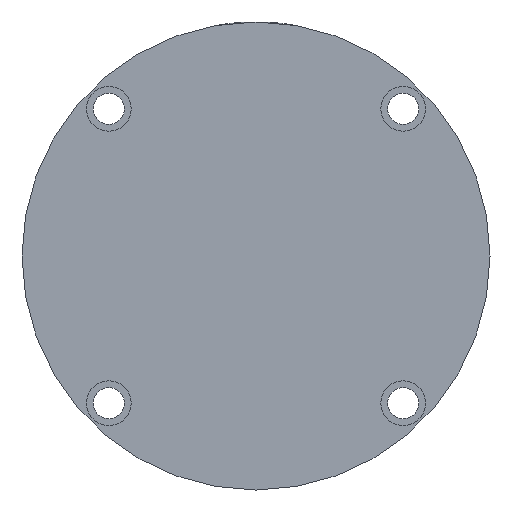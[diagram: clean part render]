
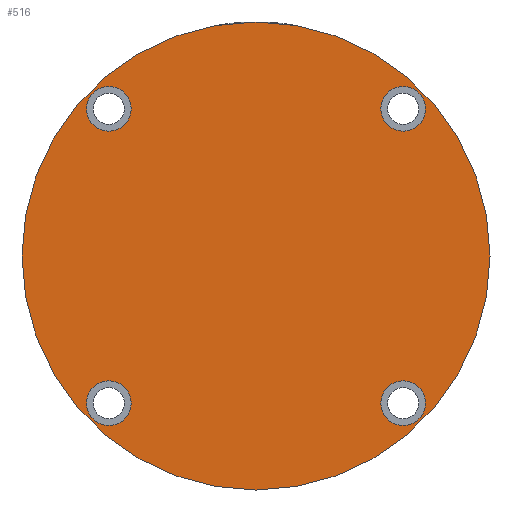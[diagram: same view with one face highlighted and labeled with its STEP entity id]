
A CAD part, left-side view. The second image highlights one B-rep face of the part: STEP entity #516.
In plain terms, the highlighted face is planar.
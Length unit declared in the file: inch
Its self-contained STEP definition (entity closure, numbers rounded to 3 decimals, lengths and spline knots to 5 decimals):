
#4 = DIRECTION ( 'NONE',  ( 0., -1., 0. ) ) ;
#8 = CIRCLE ( 'NONE', #451, 0.203 ) ;
#24 = FACE_OUTER_BOUND ( 'NONE', #3779, .T. ) ;
#27 = CARTESIAN_POINT ( 'NONE',  ( 1.33643, 0.69, 1.53943 ) ) ;
#69 = CIRCLE ( 'NONE', #2610, 0.203 ) ;
#105 = CIRCLE ( 'NONE', #1975, 2.125 ) ;
#136 = FACE_BOUND ( 'NONE', #1935, .T. ) ;
#192 = EDGE_CURVE ( 'NONE', #2738, #1535, #105, .T. ) ;
#216 = DIRECTION ( 'NONE',  ( 0., 1., 0. ) ) ;
#228 = AXIS2_PLACEMENT_3D ( 'NONE', #1791, #4214, #2139 ) ;
#230 = DIRECTION ( 'NONE',  ( 0., 0., 1. ) ) ;
#231 = CARTESIAN_POINT ( 'NONE',  ( 1.33643, 0.69, 1.33643 ) ) ;
#451 = AXIS2_PLACEMENT_3D ( 'NONE', #588, #3082, #983 ) ;
#484 = CIRCLE ( 'NONE', #228, 0.203 ) ;
#516 = ADVANCED_FACE ( 'PLANAR_0', ( #1997, #3012, #136, #1040, #24 ), #1139, .F. ) ;
#588 = CARTESIAN_POINT ( 'NONE',  ( -1.33643, 0.69, -1.33643 ) ) ;
#628 = AXIS2_PLACEMENT_3D ( 'NONE', #3928, #4, #2521 ) ;
#629 = DIRECTION ( 'NONE',  ( 0., 0., 1. ) ) ;
#706 = CARTESIAN_POINT ( 'NONE',  ( -1.33643, 0.69, 1.53943 ) ) ;
#760 = CARTESIAN_POINT ( 'NONE',  ( 0., 0.69, -2.125 ) ) ;
#775 = CARTESIAN_POINT ( 'NONE',  ( -1.33643, 0.69, 1.33643 ) ) ;
#859 = ORIENTED_EDGE ( 'NONE', *, *, #3967, .F. ) ;
#882 = ORIENTED_EDGE ( 'NONE', *, *, #3269, .F. ) ;
#898 = ORIENTED_EDGE ( 'NONE', *, *, #2873, .F. ) ;
#932 = ORIENTED_EDGE ( 'NONE', *, *, #1977, .F. ) ;
#938 = ORIENTED_EDGE ( 'NONE', *, *, #3211, .F. ) ;
#959 = ORIENTED_EDGE ( 'NONE', *, *, #1338, .F. ) ;
#970 = ORIENTED_EDGE ( 'NONE', *, *, #4153, .F. ) ;
#983 = DIRECTION ( 'NONE',  ( 0., 0., 1. ) ) ;
#990 = ORIENTED_EDGE ( 'NONE', *, *, #2453, .F. ) ;
#1021 = ORIENTED_EDGE ( 'NONE', *, *, #192, .T. ) ;
#1040 = FACE_BOUND ( 'NONE', #1879, .T. ) ;
#1053 = ORIENTED_EDGE ( 'NONE', *, *, #3273, .T. ) ;
#1065 = CIRCLE ( 'NONE', #1180, 0.203 ) ;
#1100 = CIRCLE ( 'NONE', #1235, 2.125 ) ;
#1139 = PLANE ( 'NONE',  #628 ) ;
#1170 = DIRECTION ( 'NONE',  ( 0., 0., 1. ) ) ;
#1180 = AXIS2_PLACEMENT_3D ( 'NONE', #231, #2747, #629 ) ;
#1235 = AXIS2_PLACEMENT_3D ( 'NONE', #2388, #216, #2729 ) ;
#1321 = CARTESIAN_POINT ( 'NONE',  ( 1.33643, 0.69, -1.53943 ) ) ;
#1338 = EDGE_CURVE ( 'NONE', #1396, #1972, #1065, .T. ) ;
#1396 = VERTEX_POINT ( 'NONE', #3547 ) ;
#1535 = VERTEX_POINT ( 'NONE', #760 ) ;
#1664 = DIRECTION ( 'NONE',  ( 0., 1., 0. ) ) ;
#1791 = CARTESIAN_POINT ( 'NONE',  ( -1.33643, 0.69, -1.33643 ) ) ;
#1792 = DIRECTION ( 'NONE',  ( 0., 1., 0. ) ) ;
#1838 = CARTESIAN_POINT ( 'NONE',  ( 1.33643, 0.69, -1.13343 ) ) ;
#1879 = EDGE_LOOP ( 'NONE', ( #970, #990 ) ) ;
#1935 = EDGE_LOOP ( 'NONE', ( #938, #959 ) ) ;
#1972 = VERTEX_POINT ( 'NONE', #27 ) ;
#1975 = AXIS2_PLACEMENT_3D ( 'NONE', #2448, #2130, #2806 ) ;
#1977 = EDGE_CURVE ( 'NONE', #3913, #4099, #2880, .T. ) ;
#1997 = FACE_BOUND ( 'NONE', #2074, .T. ) ;
#2032 = DIRECTION ( 'NONE',  ( 0., 0., 1. ) ) ;
#2074 = EDGE_LOOP ( 'NONE', ( #859, #882 ) ) ;
#2105 = CARTESIAN_POINT ( 'NONE',  ( -1.33643, 0.69, -1.13343 ) ) ;
#2130 = DIRECTION ( 'NONE',  ( 0., 1., 0. ) ) ;
#2139 = DIRECTION ( 'NONE',  ( 0., 0., 1. ) ) ;
#2388 = CARTESIAN_POINT ( 'NONE',  ( 0., 0.69, 0. ) ) ;
#2405 = DIRECTION ( 'NONE',  ( 0., 1., 0. ) ) ;
#2448 = CARTESIAN_POINT ( 'NONE',  ( 0., 0.69, 0. ) ) ;
#2450 = EDGE_LOOP ( 'NONE', ( #898, #932 ) ) ;
#2453 = EDGE_CURVE ( 'NONE', #3381, #4014, #69, .T. ) ;
#2521 = DIRECTION ( 'NONE',  ( 0., 0., -1. ) ) ;
#2610 = AXIS2_PLACEMENT_3D ( 'NONE', #3653, #2925, #2032 ) ;
#2729 = DIRECTION ( 'NONE',  ( 0., 0., 1. ) ) ;
#2732 = CIRCLE ( 'NONE', #3189, 0.203 ) ;
#2738 = VERTEX_POINT ( 'NONE', #3570 ) ;
#2747 = DIRECTION ( 'NONE',  ( 0., 1., 0. ) ) ;
#2806 = DIRECTION ( 'NONE',  ( 0., 0., 1. ) ) ;
#2854 = CIRCLE ( 'NONE', #3173, 0.203 ) ;
#2873 = EDGE_CURVE ( 'NONE', #4099, #3913, #2854, .T. ) ;
#2880 = CIRCLE ( 'NONE', #3200, 0.203 ) ;
#2925 = DIRECTION ( 'NONE',  ( 0., 1., 0. ) ) ;
#3012 = FACE_BOUND ( 'NONE', #2450, .T. ) ;
#3082 = DIRECTION ( 'NONE',  ( 0., 1., 0. ) ) ;
#3132 = AXIS2_PLACEMENT_3D ( 'NONE', #775, #3261, #1170 ) ;
#3163 = CARTESIAN_POINT ( 'NONE',  ( -1.33643, 0.69, -1.53943 ) ) ;
#3173 = AXIS2_PLACEMENT_3D ( 'NONE', #4495, #2405, #230 ) ;
#3189 = AXIS2_PLACEMENT_3D ( 'NONE', #3742, #1664, #4085 ) ;
#3200 = AXIS2_PLACEMENT_3D ( 'NONE', #3869, #1792, #4215 ) ;
#3211 = EDGE_CURVE ( 'NONE', #1972, #1396, #2732, .T. ) ;
#3261 = DIRECTION ( 'NONE',  ( 0., 1., 0. ) ) ;
#3269 = EDGE_CURVE ( 'NONE', #3561, #3524, #8, .T. ) ;
#3273 = EDGE_CURVE ( 'NONE', #1535, #2738, #1100, .T. ) ;
#3381 = VERTEX_POINT ( 'NONE', #4053 ) ;
#3524 = VERTEX_POINT ( 'NONE', #2105 ) ;
#3547 = CARTESIAN_POINT ( 'NONE',  ( 1.33643, 0.69, 1.13343 ) ) ;
#3561 = VERTEX_POINT ( 'NONE', #3163 ) ;
#3570 = CARTESIAN_POINT ( 'NONE',  ( 0., 0.69, 2.125 ) ) ;
#3653 = CARTESIAN_POINT ( 'NONE',  ( -1.33643, 0.69, 1.33643 ) ) ;
#3742 = CARTESIAN_POINT ( 'NONE',  ( 1.33643, 0.69, 1.33643 ) ) ;
#3779 = EDGE_LOOP ( 'NONE', ( #1021, #1053 ) ) ;
#3869 = CARTESIAN_POINT ( 'NONE',  ( 1.33643, 0.69, -1.33643 ) ) ;
#3913 = VERTEX_POINT ( 'NONE', #1321 ) ;
#3928 = CARTESIAN_POINT ( 'NONE',  ( 0., 0.69, 0. ) ) ;
#3967 = EDGE_CURVE ( 'NONE', #3524, #3561, #484, .T. ) ;
#4014 = VERTEX_POINT ( 'NONE', #706 ) ;
#4053 = CARTESIAN_POINT ( 'NONE',  ( -1.33643, 0.69, 1.13343 ) ) ;
#4085 = DIRECTION ( 'NONE',  ( 0., 0., 1. ) ) ;
#4099 = VERTEX_POINT ( 'NONE', #1838 ) ;
#4153 = EDGE_CURVE ( 'NONE', #4014, #3381, #4518, .T. ) ;
#4214 = DIRECTION ( 'NONE',  ( 0., 1., 0. ) ) ;
#4215 = DIRECTION ( 'NONE',  ( 0., 0., 1. ) ) ;
#4495 = CARTESIAN_POINT ( 'NONE',  ( 1.33643, 0.69, -1.33643 ) ) ;
#4518 = CIRCLE ( 'NONE', #3132, 0.203 ) ;
